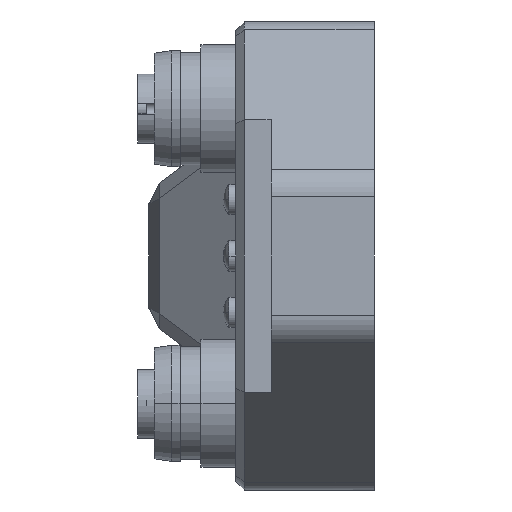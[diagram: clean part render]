
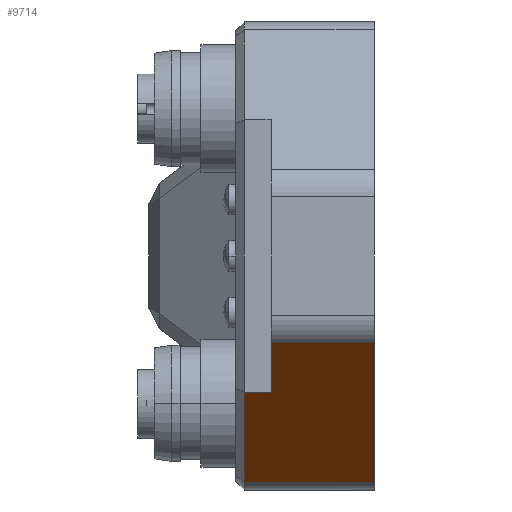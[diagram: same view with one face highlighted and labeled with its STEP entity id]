
A CAD part, left-side view. The second image highlights one B-rep face of the part: STEP entity #9714.
In plain terms, the highlighted planar face has unit normal (-0.622, 0, -0.783).
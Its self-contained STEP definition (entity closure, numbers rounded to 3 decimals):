
#1=DIRECTION('',(0.783,0.,-0.622));
#2=VECTOR('',#1,16.663);
#3=CARTESIAN_POINT('',(47.8,15.,-15.733));
#4=LINE('',#3,#2);
#5=CARTESIAN_POINT('',(60.853,15.,-26.09));
#6=CARTESIAN_POINT('',(60.859,15.,-26.095));
#7=CARTESIAN_POINT('',(60.871,15.,-26.105));
#8=CARTESIAN_POINT('',(60.89,15.,-26.119));
#9=CARTESIAN_POINT('',(60.902,15.,-26.129));
#10=CARTESIAN_POINT('',(60.908,14.999,-26.133));
#24=DIRECTION('',(0.,-1.,0.));
#25=VECTOR('',#24,3.1);
#26=CARTESIAN_POINT('',(47.8,15.,-15.733));
#27=LINE('',#26,#25);
#4226=DIRECTION('',(0.783,0.,-0.622));
#4227=VECTOR('',#4226,26.034);
#4228=CARTESIAN_POINT('',(40.514,0.,-9.951));
#4229=LINE('',#4228,#4227);
#4354=DIRECTION('',(0.,1.,0.));
#4355=VECTOR('',#4354,14.999);
#4356=CARTESIAN_POINT('',(60.908,0.,-26.133));
#4357=LINE('',#4356,#4355);
#7458=DIRECTION('',(0.,-1.,0.));
#7459=VECTOR('',#7458,11.9);
#7460=CARTESIAN_POINT('',(40.514,11.9,-9.951));
#7461=LINE('',#7460,#7459);
#7480=DIRECTION('',(-0.783,0.,0.622));
#7481=VECTOR('',#7480,9.301);
#7482=CARTESIAN_POINT('',(47.8,11.9,-15.733));
#7483=LINE('',#7482,#7481);
#7804=CARTESIAN_POINT('',(47.8,15.,-15.733));
#7805=VERTEX_POINT('',#7804);
#7806=CARTESIAN_POINT('',(47.8,11.9,-15.733));
#7807=VERTEX_POINT('',#7806);
#7868=CARTESIAN_POINT('',(60.908,0.,-26.133));
#7870=VERTEX_POINT('',#7868);
#7878=CARTESIAN_POINT('',(40.514,0.,-9.951));
#7879=VERTEX_POINT('',#7878);
#7916=CARTESIAN_POINT('',(60.853,15.,-26.09));
#7917=VERTEX_POINT('',#7916);
#7918=VERTEX_POINT('',#10);
#7919=CARTESIAN_POINT('',(40.514,11.9,-9.951));
#7920=VERTEX_POINT('',#7919);
#9694=CARTESIAN_POINT('',(62.,16.,-27.));
#9695=DIRECTION('',(0.622,0.,0.783));
#9696=DIRECTION('',(0.783,0.,-0.622));
#9697=AXIS2_PLACEMENT_3D('',#9694,#9695,#9696);
#9698=PLANE('',#9697);
#9699=ORIENTED_EDGE('',*,*,#9683,.F.);
#9701=ORIENTED_EDGE('',*,*,#9700,.T.);
#9703=ORIENTED_EDGE('',*,*,#9702,.T.);
#9705=ORIENTED_EDGE('',*,*,#9704,.T.);
#9707=ORIENTED_EDGE('',*,*,#9706,.T.);
#9709=ORIENTED_EDGE('',*,*,#9708,.T.);
#9711=ORIENTED_EDGE('',*,*,#9710,.F.);
#9712=EDGE_LOOP('',(#9699,#9701,#9703,#9705,#9707,#9709,#9711));
#9713=FACE_OUTER_BOUND('',#9712,.F.);
#9714=ADVANCED_FACE('',(#9713),#9698,.F.);
#11=B_SPLINE_CURVE_WITH_KNOTS('',3,(#5,#6,#7,#8,#9,#10),.UNSPECIFIED.,.F.,.F.,
(4,1,1,4),(0.,0.333,0.667,1.),.UNSPECIFIED.);
#9683=EDGE_CURVE('',#7805,#7917,#4,.T.);
#9700=EDGE_CURVE('',#7805,#7807,#27,.T.);
#9702=EDGE_CURVE('',#7807,#7920,#7483,.T.);
#9704=EDGE_CURVE('',#7920,#7879,#7461,.T.);
#9706=EDGE_CURVE('',#7879,#7870,#4229,.T.);
#9708=EDGE_CURVE('',#7870,#7918,#4357,.T.);
#9710=EDGE_CURVE('',#7917,#7918,#11,.T.);
